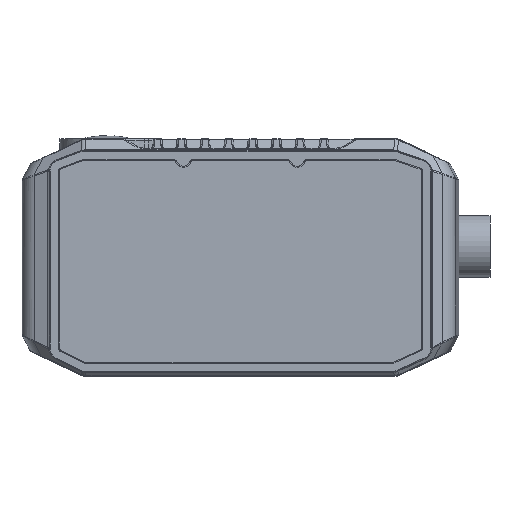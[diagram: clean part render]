
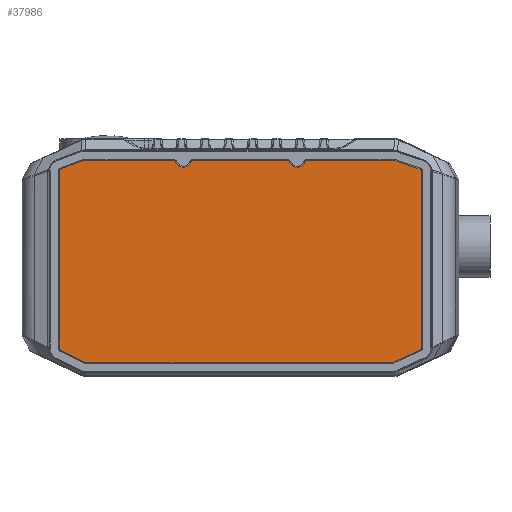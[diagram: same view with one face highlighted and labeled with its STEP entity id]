
A CAD part, top view. The second image highlights one B-rep face of the part: STEP entity #37986.
In plain terms, the highlighted planar face has unit normal (0, 0, 1).
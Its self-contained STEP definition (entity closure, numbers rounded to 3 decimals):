
#11909=CARTESIAN_POINT('',(-16.262,-10.55,37.9));
#11910=DIRECTION('',(0.,0.,-1.));
#11911=DIRECTION('',(0.,-1.,0.));
#11912=AXIS2_PLACEMENT_3D('',#11909,#11910,#11911);
#11914=DIRECTION('',(0.897,-0.442,0.));
#11915=VECTOR('',#11914,2.762);
#11916=CARTESIAN_POINT('',(-18.961,-9.778,37.9));
#11917=LINE('',#11916,#11915);
#11918=CARTESIAN_POINT('',(-18.85,-9.554,37.9));
#11919=DIRECTION('',(0.,0.,1.));
#11920=DIRECTION('',(-1.,0.,0.));
#11921=AXIS2_PLACEMENT_3D('',#11918,#11919,#11920);
#11923=DIRECTION('',(0.,-1.,0.));
#11924=VECTOR('',#11923,18.623);
#11925=CARTESIAN_POINT('',(-19.1,9.07,37.9));
#11926=LINE('',#11925,#11924);
#11927=CARTESIAN_POINT('',(-18.85,9.07,37.9));
#11928=DIRECTION('',(0.,0.,1.));
#11929=DIRECTION('',(-0.353,0.936,0.));
#11930=AXIS2_PLACEMENT_3D('',#11927,#11928,#11929);
#11932=DIRECTION('',(-0.936,-0.353,0.));
#11933=VECTOR('',#11932,2.592);
#11934=CARTESIAN_POINT('',(-16.512,10.218,37.9));
#11935=LINE('',#11934,#11933);
#11936=CARTESIAN_POINT('',(-16.336,9.75,37.9));
#11937=DIRECTION('',(0.,0.,-1.));
#11938=DIRECTION('',(-0.353,0.936,0.));
#11939=AXIS2_PLACEMENT_3D('',#11936,#11937,#11938);
#11941=DIRECTION('',(-1.,0.,0.));
#11942=VECTOR('',#11941,9.19);
#11943=CARTESIAN_POINT('',(-7.146,10.25,37.9));
#11944=LINE('',#11943,#11942);
#11945=CARTESIAN_POINT('',(-7.146,9.85,37.9));
#11946=DIRECTION('',(0.,0.,1.));
#11947=DIRECTION('',(0.917,0.4,0.));
#11948=AXIS2_PLACEMENT_3D('',#11945,#11946,#11947);
#11950=CARTESIAN_POINT('',(-6.,10.35,37.9));
#11951=DIRECTION('',(0.,0.,-1.));
#11952=DIRECTION('',(0.917,-0.4,0.));
#11953=AXIS2_PLACEMENT_3D('',#11950,#11951,#11952);
#11955=CARTESIAN_POINT('',(-4.854,9.85,37.9));
#11956=DIRECTION('',(0.,0.,1.));
#11957=DIRECTION('',(0.,1.,0.));
#11958=AXIS2_PLACEMENT_3D('',#11955,#11956,#11957);
#11960=DIRECTION('',(-1.,0.,0.));
#11961=VECTOR('',#11960,9.709);
#11962=CARTESIAN_POINT('',(4.854,10.25,37.9));
#11963=LINE('',#11962,#11961);
#11964=CARTESIAN_POINT('',(4.854,9.85,37.9));
#11965=DIRECTION('',(0.,0.,1.));
#11966=DIRECTION('',(0.917,0.4,0.));
#11967=AXIS2_PLACEMENT_3D('',#11964,#11965,#11966);
#11969=CARTESIAN_POINT('',(6.,10.35,37.9));
#11970=DIRECTION('',(0.,0.,-1.));
#11971=DIRECTION('',(0.917,-0.4,0.));
#11972=AXIS2_PLACEMENT_3D('',#11969,#11970,#11971);
#11974=CARTESIAN_POINT('',(7.146,9.85,37.9));
#11975=DIRECTION('',(0.,0.,1.));
#11976=DIRECTION('',(0.,1.,0.));
#11977=AXIS2_PLACEMENT_3D('',#11974,#11975,#11976);
#11979=DIRECTION('',(-1.,0.,0.));
#11980=VECTOR('',#11979,8.91);
#11981=CARTESIAN_POINT('',(16.056,10.25,37.9));
#11982=LINE('',#11981,#11980);
#11983=CARTESIAN_POINT('',(16.056,9.75,37.9));
#11984=DIRECTION('',(0.,0.,-1.));
#11985=DIRECTION('',(0.,1.,0.));
#11986=AXIS2_PLACEMENT_3D('',#11983,#11984,#11985);
#11988=DIRECTION('',(-0.945,0.328,0.));
#11989=VECTOR('',#11988,2.871);
#11990=CARTESIAN_POINT('',(18.932,9.282,37.9));
#11991=LINE('',#11990,#11989);
#11992=CARTESIAN_POINT('',(18.85,9.046,37.9));
#11993=DIRECTION('',(0.,0.,1.));
#11994=DIRECTION('',(1.,0.,0.));
#11995=AXIS2_PLACEMENT_3D('',#11992,#11993,#11994);
#11997=DIRECTION('',(0.,1.,0.));
#11998=VECTOR('',#11997,18.572);
#11999=CARTESIAN_POINT('',(19.1,-9.526,37.9));
#12000=LINE('',#11999,#11998);
#12001=CARTESIAN_POINT('',(18.85,-9.526,37.9));
#12002=DIRECTION('',(0.,0.,1.));
#12003=DIRECTION('',(0.413,-0.911,0.));
#12004=AXIS2_PLACEMENT_3D('',#12001,#12002,#12003);
#12006=DIRECTION('',(0.911,0.413,0.));
#12007=VECTOR('',#12006,3.03);
#12008=CARTESIAN_POINT('',(16.193,-11.005,37.9));
#12009=LINE('',#12008,#12007);
#12010=CARTESIAN_POINT('',(15.987,-10.55,37.9));
#12011=DIRECTION('',(0.,0.,-1.));
#12012=DIRECTION('',(0.413,-0.911,0.));
#12013=AXIS2_PLACEMENT_3D('',#12010,#12011,#12012);
#12015=DIRECTION('',(1.,0.,0.));
#12016=VECTOR('',#12015,32.249);
#12017=CARTESIAN_POINT('',(-16.262,-11.05,37.9));
#12018=LINE('',#12017,#12016);
#17374=CARTESIAN_POINT('',(18.953,-9.754,37.9));
#17375=CARTESIAN_POINT('',(19.1,-9.526,37.9));
#17376=VERTEX_POINT('',#17374);
#17377=VERTEX_POINT('',#17375);
#17378=CARTESIAN_POINT('',(19.1,9.046,37.9));
#17379=VERTEX_POINT('',#17378);
#17380=CARTESIAN_POINT('',(18.932,9.282,37.9));
#17381=VERTEX_POINT('',#17380);
#17382=CARTESIAN_POINT('',(-18.938,9.304,37.9));
#17383=CARTESIAN_POINT('',(-19.1,9.07,37.9));
#17384=VERTEX_POINT('',#17382);
#17385=VERTEX_POINT('',#17383);
#17386=CARTESIAN_POINT('',(-19.1,-9.554,37.9));
#17387=VERTEX_POINT('',#17386);
#17388=CARTESIAN_POINT('',(-18.961,-9.778,37.9));
#17389=VERTEX_POINT('',#17388);
#17390=CARTESIAN_POINT('',(7.146,10.25,37.9));
#17391=CARTESIAN_POINT('',(6.779,10.01,37.9));
#17392=VERTEX_POINT('',#17390);
#17393=VERTEX_POINT('',#17391);
#17394=CARTESIAN_POINT('',(5.221,10.01,37.9));
#17395=VERTEX_POINT('',#17394);
#17396=CARTESIAN_POINT('',(4.854,10.25,37.9));
#17397=VERTEX_POINT('',#17396);
#17398=CARTESIAN_POINT('',(-4.854,10.25,37.9));
#17399=VERTEX_POINT('',#17398);
#17400=CARTESIAN_POINT('',(-5.221,10.01,37.9));
#17401=VERTEX_POINT('',#17400);
#17402=CARTESIAN_POINT('',(-6.779,10.01,37.9));
#17403=VERTEX_POINT('',#17402);
#17404=CARTESIAN_POINT('',(-7.146,10.25,37.9));
#17405=VERTEX_POINT('',#17404);
#17406=CARTESIAN_POINT('',(-16.262,-11.05,37.9));
#17407=CARTESIAN_POINT('',(-16.483,-10.999,37.9));
#17408=VERTEX_POINT('',#17406);
#17409=VERTEX_POINT('',#17407);
#17410=CARTESIAN_POINT('',(16.193,-11.005,37.9));
#17411=CARTESIAN_POINT('',(15.987,-11.05,37.9));
#17412=VERTEX_POINT('',#17410);
#17413=VERTEX_POINT('',#17411);
#17414=CARTESIAN_POINT('',(16.056,10.25,37.9));
#17415=CARTESIAN_POINT('',(16.22,10.222,37.9));
#17416=VERTEX_POINT('',#17414);
#17417=VERTEX_POINT('',#17415);
#17418=CARTESIAN_POINT('',(-16.512,10.218,37.9));
#17419=CARTESIAN_POINT('',(-16.336,10.25,37.9));
#17420=VERTEX_POINT('',#17418);
#17421=VERTEX_POINT('',#17419);
#37955=CARTESIAN_POINT('',(0.,0.,37.9));
#37956=DIRECTION('',(0.,0.,1.));
#37957=DIRECTION('',(1.,0.,0.));
#37958=AXIS2_PLACEMENT_3D('',#37955,#37956,#37957);
#37959=PLANE('',#37958);
#37960=ORIENTED_EDGE('',*,*,#37670,.T.);
#37961=ORIENTED_EDGE('',*,*,#37684,.F.);
#37962=ORIENTED_EDGE('',*,*,#37698,.F.);
#37963=ORIENTED_EDGE('',*,*,#37712,.F.);
#37964=ORIENTED_EDGE('',*,*,#37726,.F.);
#37965=ORIENTED_EDGE('',*,*,#37740,.F.);
#37966=ORIENTED_EDGE('',*,*,#37754,.T.);
#37967=ORIENTED_EDGE('',*,*,#37768,.F.);
#37968=ORIENTED_EDGE('',*,*,#37782,.F.);
#37969=ORIENTED_EDGE('',*,*,#37796,.F.);
#37970=ORIENTED_EDGE('',*,*,#37810,.F.);
#37971=ORIENTED_EDGE('',*,*,#37824,.F.);
#37972=ORIENTED_EDGE('',*,*,#37838,.F.);
#37973=ORIENTED_EDGE('',*,*,#37852,.F.);
#37974=ORIENTED_EDGE('',*,*,#37866,.F.);
#37975=ORIENTED_EDGE('',*,*,#37880,.F.);
#37976=ORIENTED_EDGE('',*,*,#37894,.T.);
#37977=ORIENTED_EDGE('',*,*,#37908,.F.);
#37978=ORIENTED_EDGE('',*,*,#37922,.F.);
#37979=ORIENTED_EDGE('',*,*,#37936,.F.);
#37980=ORIENTED_EDGE('',*,*,#37949,.F.);
#37981=ORIENTED_EDGE('',*,*,#37627,.F.);
#37982=ORIENTED_EDGE('',*,*,#37642,.T.);
#37983=ORIENTED_EDGE('',*,*,#37656,.F.);
#37984=EDGE_LOOP('',(#37960,#37961,#37962,#37963,#37964,#37965,#37966,#37967,
#37968,#37969,#37970,#37971,#37972,#37973,#37974,#37975,#37976,#37977,#37978,
#37979,#37980,#37981,#37982,#37983));
#37985=FACE_OUTER_BOUND('',#37984,.F.);
#37986=ADVANCED_FACE('',(#37985),#37959,.T.);
#11913=CIRCLE('',#11912,0.5);
#11922=CIRCLE('',#11921,0.25);
#11931=CIRCLE('',#11930,0.25);
#11940=CIRCLE('',#11939,0.5);
#11949=CIRCLE('',#11948,0.4);
#11954=CIRCLE('',#11953,0.85);
#11959=CIRCLE('',#11958,0.4);
#11968=CIRCLE('',#11967,0.4);
#11973=CIRCLE('',#11972,0.85);
#11978=CIRCLE('',#11977,0.4);
#11987=CIRCLE('',#11986,0.5);
#11996=CIRCLE('',#11995,0.25);
#12005=CIRCLE('',#12004,0.25);
#12014=CIRCLE('',#12013,0.5);
#37627=EDGE_CURVE('',#17412,#17376,#12009,.T.);
#37642=EDGE_CURVE('',#17412,#17413,#12014,.T.);
#37656=EDGE_CURVE('',#17408,#17413,#12018,.T.);
#37670=EDGE_CURVE('',#17408,#17409,#11913,.T.);
#37684=EDGE_CURVE('',#17389,#17409,#11917,.T.);
#37698=EDGE_CURVE('',#17387,#17389,#11922,.T.);
#37712=EDGE_CURVE('',#17385,#17387,#11926,.T.);
#37726=EDGE_CURVE('',#17384,#17385,#11931,.T.);
#37740=EDGE_CURVE('',#17420,#17384,#11935,.T.);
#37754=EDGE_CURVE('',#17420,#17421,#11940,.T.);
#37768=EDGE_CURVE('',#17405,#17421,#11944,.T.);
#37782=EDGE_CURVE('',#17403,#17405,#11949,.T.);
#37796=EDGE_CURVE('',#17401,#17403,#11954,.T.);
#37810=EDGE_CURVE('',#17399,#17401,#11959,.T.);
#37824=EDGE_CURVE('',#17397,#17399,#11963,.T.);
#37838=EDGE_CURVE('',#17395,#17397,#11968,.T.);
#37852=EDGE_CURVE('',#17393,#17395,#11973,.T.);
#37866=EDGE_CURVE('',#17392,#17393,#11978,.T.);
#37880=EDGE_CURVE('',#17416,#17392,#11982,.T.);
#37894=EDGE_CURVE('',#17416,#17417,#11987,.T.);
#37908=EDGE_CURVE('',#17381,#17417,#11991,.T.);
#37922=EDGE_CURVE('',#17379,#17381,#11996,.T.);
#37936=EDGE_CURVE('',#17377,#17379,#12000,.T.);
#37949=EDGE_CURVE('',#17376,#17377,#12005,.T.);
